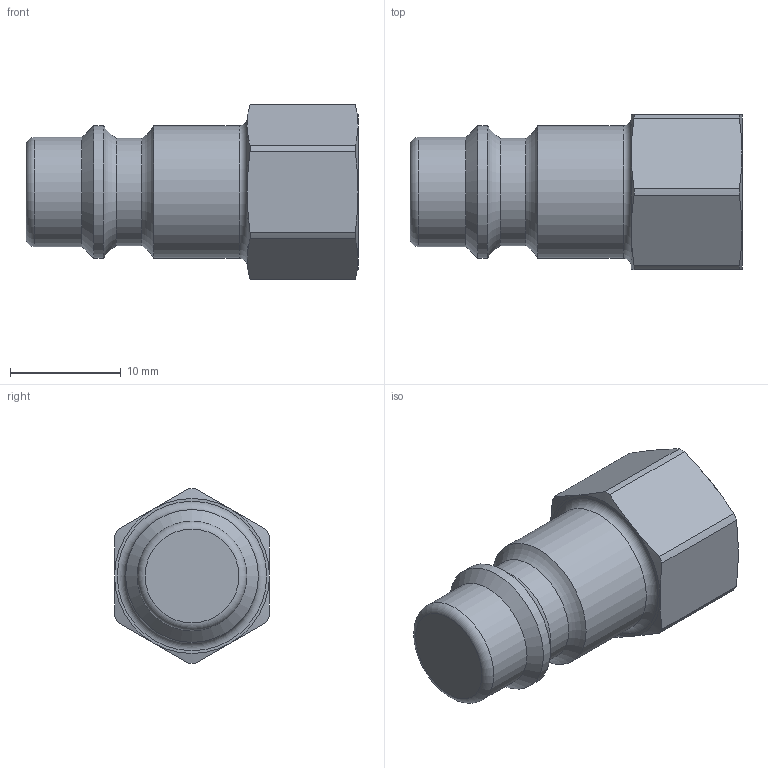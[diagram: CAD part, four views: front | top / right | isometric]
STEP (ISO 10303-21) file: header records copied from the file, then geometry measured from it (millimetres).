
FILE_DESCRIPTION((''),'2;1');
FILE_NAME('25sfiw10rxx.stp','2012-06-28T11:03:28',('AS035480'),(''),'Autodesk Inventor 2011','Autodesk Inventor 2011','');
FILE_SCHEMA(('AUTOMOTIVE_DESIGN { 1 0 10303 214 1 1 1 1 }'));
Length unit declared in the file: millimetre
Products named in the file (1): D103711
Bounding box: 30 x 14 x 15.8 mm (x, y, z)
Volume: 3084.2 mm3; surface area: 1694.7 mm2
Topology: 1 solids, 1 shells, 40 faces, 87 edges, 51 vertices
Faces by surface type: cone 14, cylinder 12, plane 10, torus 4
Full cylindrical faces by diameter (mm): 8.473 x1, 9.728 x1, 9.75 x1, 9.9 x1, 12 x2
Entity records: 1014 total; most frequent: CARTESIAN_POINT 213, DIRECTION 170, ORIENTED_EDGE 148, AXIS2_PLACEMENT_3D 79, EDGE_CURVE 74, EDGE_LOOP 54, VERTEX_POINT 50, FACE_OUTER_BOUND 40
